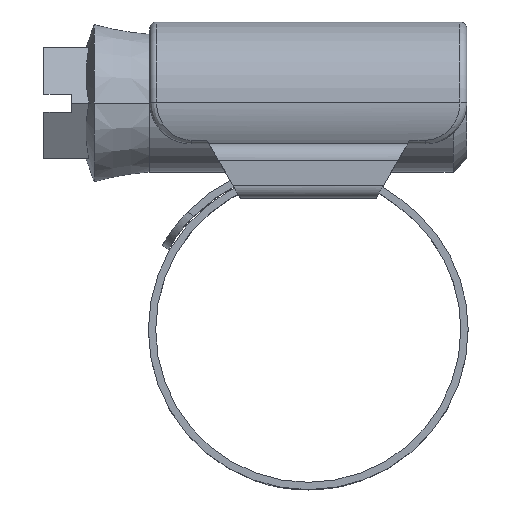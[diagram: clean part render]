
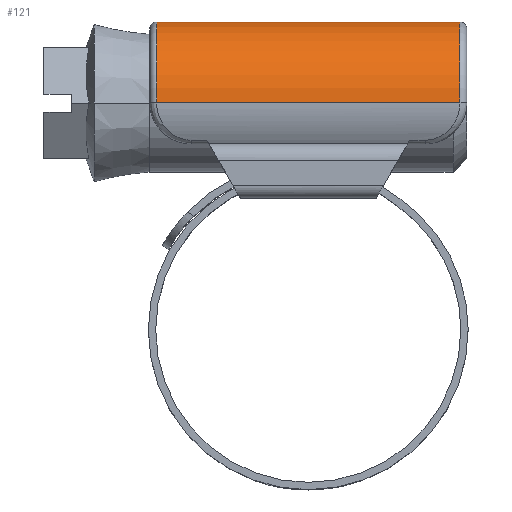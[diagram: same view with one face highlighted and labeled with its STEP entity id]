
A CAD part, top view. The second image highlights one B-rep face of the part: STEP entity #121.
In plain terms, the highlighted cylindrical face has radius 5.85 mm (diameter 11.7 mm), a partial arc.
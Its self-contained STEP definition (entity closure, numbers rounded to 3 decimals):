
#26 = LINE ( 'NONE', #489, #6328 ) ;
#121 = ADVANCED_FACE ( 'NONE', ( #6079 ), #780, .T. ) ;
#157 = DIRECTION ( 'NONE',  ( 1., 0., 0. ) ) ;
#175 = B_SPLINE_CURVE_WITH_KNOTS ( 'NONE', 3,
 ( #1038, #7653, #7574, #3433 ),
 .UNSPECIFIED., .F., .F.,
 ( 4, 4 ),
 ( 0.004, 0.004 ),
 .UNSPECIFIED. ) ;
#288 = DIRECTION ( 'NONE',  ( 0., 0., 1. ) ) ;
#413 = CARTESIAN_POINT ( 'NONE',  ( 10.938, 16.35, 0. ) ) ;
#418 = VECTOR ( 'NONE', #2367, 1000. ) ;
#489 = CARTESIAN_POINT ( 'NONE',  ( -11.437, 16.35, -5.85 ) ) ;
#510 = EDGE_CURVE ( 'NONE', #5900, #7566, #26, .T. ) ;
#780 = CYLINDRICAL_SURFACE ( 'NONE', #2971, 5.85 ) ;
#1038 = CARTESIAN_POINT ( 'NONE',  ( 10.937, 16.35, 5.85 ) ) ;
#1199 = CARTESIAN_POINT ( 'NONE',  ( -10.937, 16.368, -5.85 ) ) ;
#1499 = CARTESIAN_POINT ( 'NONE',  ( -10.937, 16.405, -5.85 ) ) ;
#1760 = DIRECTION ( 'NONE',  ( 0., 0., -1. ) ) ;
#2239 = EDGE_CURVE ( 'NONE', #6122, #7566, #5052, .T. ) ;
#2367 = DIRECTION ( 'NONE',  ( 1., 0., 0. ) ) ;
#2399 = VERTEX_POINT ( 'NONE', #5611 ) ;
#2417 = DIRECTION ( 'NONE',  ( 1., 0., 0. ) ) ;
#2432 = CIRCLE ( 'NONE', #5141, 5.85 ) ;
#2602 = CARTESIAN_POINT ( 'NONE',  ( -10.938, 16.35, 0. ) ) ;
#2793 = CARTESIAN_POINT ( 'NONE',  ( 10.938, 16.386, -5.85 ) ) ;
#2894 = ORIENTED_EDGE ( 'NONE', *, *, #510, .F. ) ;
#2971 = AXIS2_PLACEMENT_3D ( 'NONE', #5448, #157, #4910 ) ;
#3049 = EDGE_CURVE ( 'NONE', #3909, #2399, #5742, .T. ) ;
#3162 = ORIENTED_EDGE ( 'NONE', *, *, #6983, .T. ) ;
#3355 = ORIENTED_EDGE ( 'NONE', *, *, #7545, .T. ) ;
#3433 = CARTESIAN_POINT ( 'NONE',  ( 10.937, 16.405, 5.85 ) ) ;
#3492 = CARTESIAN_POINT ( 'NONE',  ( -11.438, 16.35, 5.85 ) ) ;
#3503 = DIRECTION ( 'NONE',  ( -1., 0., 0. ) ) ;
#3518 = CARTESIAN_POINT ( 'NONE',  ( -10.937, 16.386, -5.85 ) ) ;
#3569 = B_SPLINE_CURVE_WITH_KNOTS ( 'NONE', 3,
 ( #5920, #1199, #3518, #4793 ),
 .UNSPECIFIED., .F., .F.,
 ( 4, 4 ),
 ( 0.004, 0.004 ),
 .UNSPECIFIED. ) ;
#3699 = DIRECTION ( 'NONE',  ( 1., 0., 0. ) ) ;
#3909 = VERTEX_POINT ( 'NONE', #5786 ) ;
#3918 = ORIENTED_EDGE ( 'NONE', *, *, #4088, .T. ) ;
#4000 = CARTESIAN_POINT ( 'NONE',  ( -10.938, 16.405, 5.85 ) ) ;
#4022 = B_SPLINE_CURVE_WITH_KNOTS ( 'NONE', 3,
 ( #4000, #4039, #6411, #6373 ),
 .UNSPECIFIED., .F., .F.,
 ( 4, 4 ),
 ( 0., 0. ),
 .UNSPECIFIED. ) ;
#4039 = CARTESIAN_POINT ( 'NONE',  ( -10.938, 16.386, 5.85 ) ) ;
#4088 = EDGE_CURVE ( 'NONE', #2399, #5436, #175, .T. ) ;
#4095 = CARTESIAN_POINT ( 'NONE',  ( 10.938, 16.405, -5.85 ) ) ;
#4170 = EDGE_CURVE ( 'NONE', #5436, #6122, #6115, .T. ) ;
#4501 = EDGE_CURVE ( 'NONE', #5609, #3909, #4022, .T. ) ;
#4793 = CARTESIAN_POINT ( 'NONE',  ( -10.937, 16.405, -5.85 ) ) ;
#4910 = DIRECTION ( 'NONE',  ( 0., 0., -1. ) ) ;
#5052 = B_SPLINE_CURVE_WITH_KNOTS ( 'NONE', 3,
 ( #5266, #2793, #7641, #6994 ),
 .UNSPECIFIED., .F., .F.,
 ( 4, 4 ),
 ( 0., 0. ),
 .UNSPECIFIED. ) ;
#5141 = AXIS2_PLACEMENT_3D ( 'NONE', #2602, #3699, #288 ) ;
#5266 = CARTESIAN_POINT ( 'NONE',  ( 10.938, 16.405, -5.85 ) ) ;
#5297 = ORIENTED_EDGE ( 'NONE', *, *, #4501, .T. ) ;
#5428 = VERTEX_POINT ( 'NONE', #1499 ) ;
#5436 = VERTEX_POINT ( 'NONE', #7381 ) ;
#5448 = CARTESIAN_POINT ( 'NONE',  ( -11.438, 16.35, 0. ) ) ;
#5501 = CARTESIAN_POINT ( 'NONE',  ( -10.938, 16.405, 5.85 ) ) ;
#5503 = CARTESIAN_POINT ( 'NONE',  ( 10.937, 16.35, -5.85 ) ) ;
#5609 = VERTEX_POINT ( 'NONE', #5501 ) ;
#5611 = CARTESIAN_POINT ( 'NONE',  ( 10.937, 16.35, 5.85 ) ) ;
#5742 = LINE ( 'NONE', #3492, #418 ) ;
#5786 = CARTESIAN_POINT ( 'NONE',  ( -10.937, 16.35, 5.85 ) ) ;
#5900 = VERTEX_POINT ( 'NONE', #7326 ) ;
#5920 = CARTESIAN_POINT ( 'NONE',  ( -10.937, 16.35, -5.85 ) ) ;
#6079 = FACE_OUTER_BOUND ( 'NONE', #6248, .T. ) ;
#6115 = CIRCLE ( 'NONE', #7233, 5.85 ) ;
#6122 = VERTEX_POINT ( 'NONE', #4095 ) ;
#6248 = EDGE_LOOP ( 'NONE', ( #5297, #7226, #3918, #6676, #6827, #2894, #3162, #3355 ) ) ;
#6328 = VECTOR ( 'NONE', #2417, 1000. ) ;
#6373 = CARTESIAN_POINT ( 'NONE',  ( -10.937, 16.35, 5.85 ) ) ;
#6411 = CARTESIAN_POINT ( 'NONE',  ( -10.937, 16.368, 5.85 ) ) ;
#6676 = ORIENTED_EDGE ( 'NONE', *, *, #4170, .T. ) ;
#6827 = ORIENTED_EDGE ( 'NONE', *, *, #2239, .T. ) ;
#6983 = EDGE_CURVE ( 'NONE', #5900, #5428, #3569, .T. ) ;
#6994 = CARTESIAN_POINT ( 'NONE',  ( 10.937, 16.35, -5.85 ) ) ;
#7226 = ORIENTED_EDGE ( 'NONE', *, *, #3049, .T. ) ;
#7233 = AXIS2_PLACEMENT_3D ( 'NONE', #413, #3503, #1760 ) ;
#7326 = CARTESIAN_POINT ( 'NONE',  ( -10.937, 16.35, -5.85 ) ) ;
#7381 = CARTESIAN_POINT ( 'NONE',  ( 10.937, 16.405, 5.85 ) ) ;
#7545 = EDGE_CURVE ( 'NONE', #5428, #5609, #2432, .T. ) ;
#7566 = VERTEX_POINT ( 'NONE', #5503 ) ;
#7574 = CARTESIAN_POINT ( 'NONE',  ( 10.937, 16.386, 5.85 ) ) ;
#7641 = CARTESIAN_POINT ( 'NONE',  ( 10.937, 16.368, -5.85 ) ) ;
#7653 = CARTESIAN_POINT ( 'NONE',  ( 10.937, 16.368, 5.85 ) ) ;
